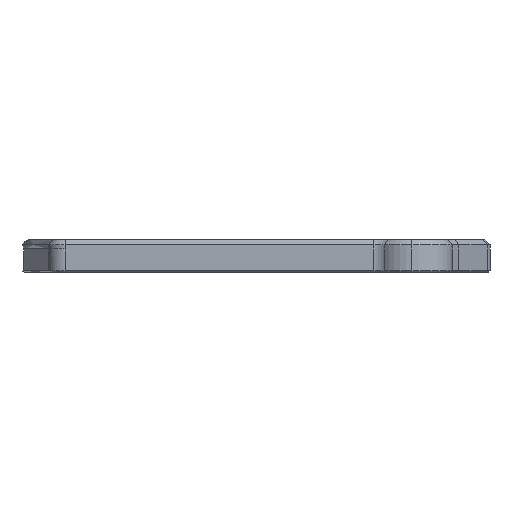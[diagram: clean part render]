
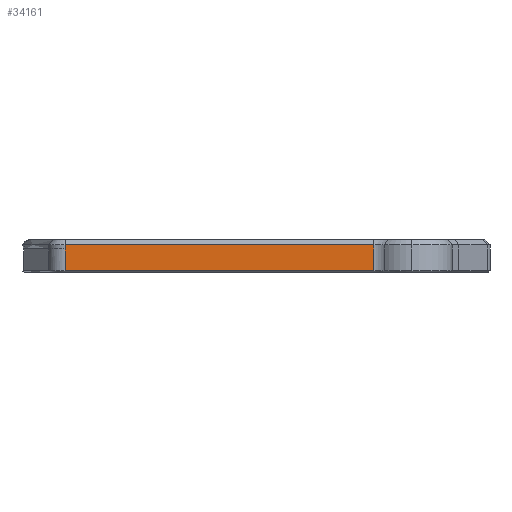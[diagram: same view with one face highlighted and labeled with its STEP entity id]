
A CAD part, left-side view. The second image highlights one B-rep face of the part: STEP entity #34161.
In plain terms, the highlighted planar face has unit normal (-1, 0, 0).
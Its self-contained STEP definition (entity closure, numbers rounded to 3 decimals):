
#47=B_SPLINE_CURVE_WITH_KNOTS('',3,(#53176,#53177,#53178,#53179),
 .UNSPECIFIED.,.F.,.F.,(4,4),(-0.18,-0.1),.UNSPECIFIED.);
#4667=FACE_OUTER_BOUND('',#6982,.T.);
#6982=EDGE_LOOP('',(#26280,#26281,#26282,#26283,#26284));
#9394=LINE('',#51929,#12422);
#9760=LINE('',#53064,#12788);
#9764=LINE('',#53173,#12792);
#9765=LINE('',#53180,#12793);
#12422=VECTOR('',#41928,10.);
#12788=VECTOR('',#42816,10.);
#12792=VECTOR('',#42822,10.);
#12793=VECTOR('',#42825,10.);
#15721=VERTEX_POINT('',#51923);
#15722=VERTEX_POINT('',#51927);
#16149=VERTEX_POINT('',#53056);
#16151=VERTEX_POINT('',#53062);
#16154=VERTEX_POINT('',#53175);
#19361=EDGE_CURVE('',#15721,#15722,#9394,.T.);
#19892=EDGE_CURVE('',#16151,#16149,#9760,.T.);
#19900=EDGE_CURVE('',#16149,#15721,#9764,.T.);
#19901=EDGE_CURVE('',#16154,#16151,#47,.T.);
#19902=EDGE_CURVE('',#16154,#15722,#9765,.T.);
#26280=ORIENTED_EDGE('',*,*,#19361,.F.);
#26281=ORIENTED_EDGE('',*,*,#19900,.F.);
#26282=ORIENTED_EDGE('',*,*,#19892,.F.);
#26283=ORIENTED_EDGE('',*,*,#19901,.F.);
#26284=ORIENTED_EDGE('',*,*,#19902,.T.);
#32990=PLANE('',#36838);
#34161=ADVANCED_FACE('',(#4667),#32990,.T.);
#36838=AXIS2_PLACEMENT_3D('',#53174,#42823,#42824);
#41928=DIRECTION('',(0.,1.,0.));
#42816=DIRECTION('',(0.,-1.,0.));
#42822=DIRECTION('',(0.,0.,-1.));
#42823=DIRECTION('center_axis',(-1.,0.,0.));
#42824=DIRECTION('ref_axis',(0.,1.,0.));
#42825=DIRECTION('',(0.,0.,-1.));
#51923=CARTESIAN_POINT('',(-71.924,-100.972,-2.4));
#51927=CARTESIAN_POINT('',(-71.924,-39.743,-2.4));
#51929=CARTESIAN_POINT('',(-71.924,-89.276,-2.4));
#53056=CARTESIAN_POINT('',(-71.924,-100.972,2.7));
#53062=CARTESIAN_POINT('',(-71.924,-39.743,2.7));
#53064=CARTESIAN_POINT('',(-71.924,-89.276,2.7));
#53173=CARTESIAN_POINT('',(-71.924,-100.972,3.7));
#53174=CARTESIAN_POINT('Origin',(-71.924,-100.972,3.7));
#53175=CARTESIAN_POINT('',(-71.924,-39.743,1.9));
#53176=CARTESIAN_POINT('Ctrl Pts',(-71.924,-39.743,1.9));
#53177=CARTESIAN_POINT('Ctrl Pts',(-71.924,-39.743,2.167));
#53178=CARTESIAN_POINT('Ctrl Pts',(-71.924,-39.743,2.433));
#53179=CARTESIAN_POINT('Ctrl Pts',(-71.924,-39.743,2.7));
#53180=CARTESIAN_POINT('',(-71.924,-39.743,1.9));
